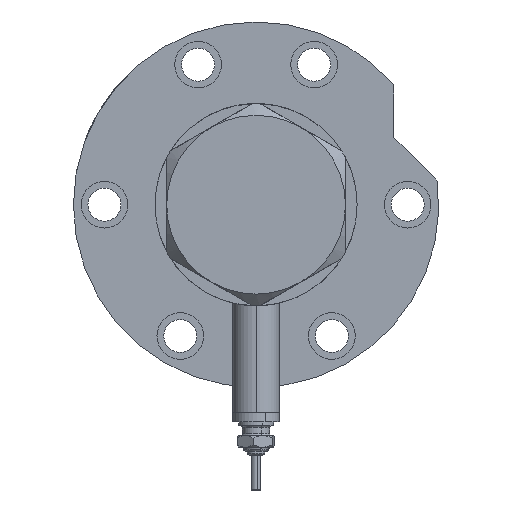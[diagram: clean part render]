
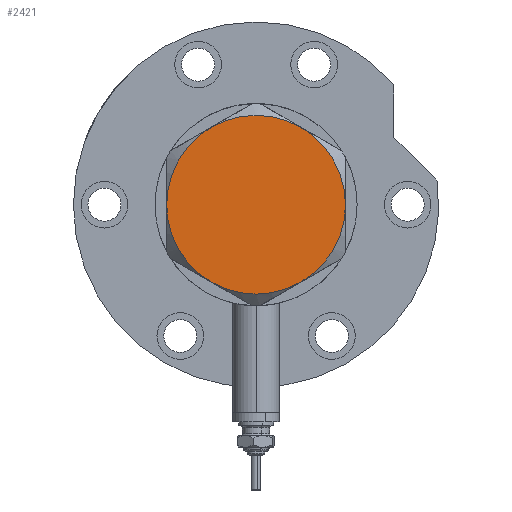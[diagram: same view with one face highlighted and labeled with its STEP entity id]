
A CAD part, left-side view. The second image highlights one B-rep face of the part: STEP entity #2421.
In plain terms, the highlighted face is planar.
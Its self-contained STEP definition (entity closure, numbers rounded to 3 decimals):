
#267 = ORIENTED_EDGE ( 'NONE', *, *, #6049, .T. ) ;
#425 = EDGE_CURVE ( 'NONE', #6539, #3869, #7485, .T. ) ;
#598 = EDGE_CURVE ( 'NONE', #3869, #5399, #2442, .T. ) ;
#660 = CIRCLE ( 'NONE', #1428, 23. ) ;
#764 = DIRECTION ( 'NONE',  ( 1., 0., 0. ) ) ;
#787 = EDGE_CURVE ( 'NONE', #3179, #1307, #660, .T. ) ;
#925 = CIRCLE ( 'NONE', #3638, 23. ) ;
#975 = AXIS2_PLACEMENT_3D ( 'NONE', #3071, #4246, #1808 ) ;
#1138 = DIRECTION ( 'NONE',  ( 1., 0., 0. ) ) ;
#1157 = DIRECTION ( 'NONE',  ( 0., 0., 1. ) ) ;
#1271 = PLANE ( 'NONE',  #4296 ) ;
#1294 = EDGE_CURVE ( 'NONE', #7357, #3179, #925, .T. ) ;
#1307 = VERTEX_POINT ( 'NONE', #3361 ) ;
#1321 = CARTESIAN_POINT ( 'NONE',  ( -11.5, 19.919, 9. ) ) ;
#1325 = DIRECTION ( 'NONE',  ( 0., 0., 1. ) ) ;
#1428 = AXIS2_PLACEMENT_3D ( 'NONE', #3631, #3749, #6517 ) ;
#1808 = DIRECTION ( 'NONE',  ( 1., 0., 0. ) ) ;
#2058 = DIRECTION ( 'NONE',  ( 0., 0., 1. ) ) ;
#2248 = CARTESIAN_POINT ( 'NONE',  ( -23., 0., 9. ) ) ;
#2353 = CARTESIAN_POINT ( 'NONE',  ( 11.5, 19.919, 9. ) ) ;
#2421 = ADVANCED_FACE ( 'NONE', ( #6786 ), #1271, .T. ) ;
#2442 = CIRCLE ( 'NONE', #7560, 23. ) ;
#3012 = CARTESIAN_POINT ( 'NONE',  ( 0., 0., 9. ) ) ;
#3044 = CIRCLE ( 'NONE', #975, 23. ) ;
#3071 = CARTESIAN_POINT ( 'NONE',  ( 0., 0., 9. ) ) ;
#3105 = ORIENTED_EDGE ( 'NONE', *, *, #598, .T. ) ;
#3179 = VERTEX_POINT ( 'NONE', #4522 ) ;
#3361 = CARTESIAN_POINT ( 'NONE',  ( 23., 0., 9. ) ) ;
#3622 = DIRECTION ( 'NONE',  ( 1., 0., 0. ) ) ;
#3631 = CARTESIAN_POINT ( 'NONE',  ( 0., 0., 9. ) ) ;
#3638 = AXIS2_PLACEMENT_3D ( 'NONE', #3848, #2058, #6288 ) ;
#3712 = CARTESIAN_POINT ( 'NONE',  ( 0., 0., 9. ) ) ;
#3749 = DIRECTION ( 'NONE',  ( 0., 0., 1. ) ) ;
#3774 = ORIENTED_EDGE ( 'NONE', *, *, #1294, .T. ) ;
#3848 = CARTESIAN_POINT ( 'NONE',  ( 0., 0., 9. ) ) ;
#3869 = VERTEX_POINT ( 'NONE', #1321 ) ;
#4036 = AXIS2_PLACEMENT_3D ( 'NONE', #4367, #4886, #1138 ) ;
#4085 = EDGE_LOOP ( 'NONE', ( #7164, #7738, #4487, #3105, #267, #3774 ) ) ;
#4246 = DIRECTION ( 'NONE',  ( 0., 0., 1. ) ) ;
#4296 = AXIS2_PLACEMENT_3D ( 'NONE', #3712, #4874, #6026 ) ;
#4324 = CIRCLE ( 'NONE', #6996, 23. ) ;
#4367 = CARTESIAN_POINT ( 'NONE',  ( 0., 0., 9. ) ) ;
#4466 = CARTESIAN_POINT ( 'NONE',  ( -11.5, -19.919, 9. ) ) ;
#4487 = ORIENTED_EDGE ( 'NONE', *, *, #425, .T. ) ;
#4522 = CARTESIAN_POINT ( 'NONE',  ( 11.5, -19.919, 9. ) ) ;
#4874 = DIRECTION ( 'NONE',  ( 0., 0., 1. ) ) ;
#4886 = DIRECTION ( 'NONE',  ( 0., 0., 1. ) ) ;
#5399 = VERTEX_POINT ( 'NONE', #2248 ) ;
#6026 = DIRECTION ( 'NONE',  ( 1., 0., 0. ) ) ;
#6049 = EDGE_CURVE ( 'NONE', #5399, #7357, #4324, .T. ) ;
#6278 = CARTESIAN_POINT ( 'NONE',  ( 0., 0., 9. ) ) ;
#6288 = DIRECTION ( 'NONE',  ( 1., 0., 0. ) ) ;
#6517 = DIRECTION ( 'NONE',  ( 1., 0., 0. ) ) ;
#6539 = VERTEX_POINT ( 'NONE', #2353 ) ;
#6786 = FACE_OUTER_BOUND ( 'NONE', #4085, .T. ) ;
#6832 = EDGE_CURVE ( 'NONE', #1307, #6539, #3044, .T. ) ;
#6996 = AXIS2_PLACEMENT_3D ( 'NONE', #3012, #1157, #3622 ) ;
#7164 = ORIENTED_EDGE ( 'NONE', *, *, #787, .T. ) ;
#7357 = VERTEX_POINT ( 'NONE', #4466 ) ;
#7485 = CIRCLE ( 'NONE', #4036, 23. ) ;
#7560 = AXIS2_PLACEMENT_3D ( 'NONE', #6278, #1325, #764 ) ;
#7738 = ORIENTED_EDGE ( 'NONE', *, *, #6832, .T. ) ;
